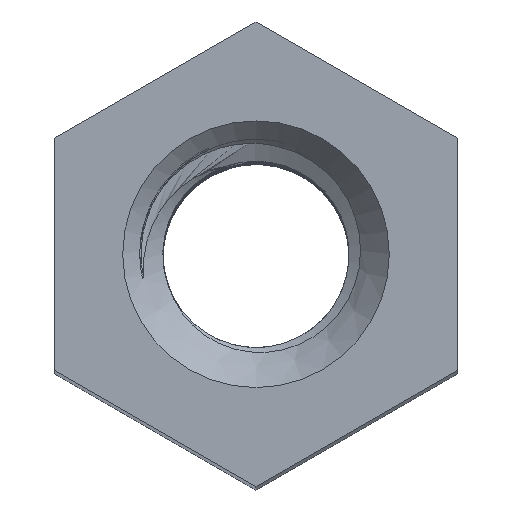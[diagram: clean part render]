
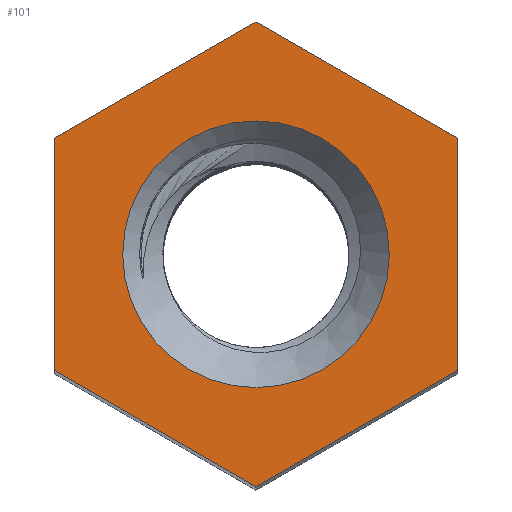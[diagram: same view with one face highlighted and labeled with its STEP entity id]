
A CAD part, top view. The second image highlights one B-rep face of the part: STEP entity #101.
In plain terms, the highlighted planar face has unit normal (0, 0, 1).
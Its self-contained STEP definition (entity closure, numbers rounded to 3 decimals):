
#101=ADVANCED_FACE('',(#27195,#27197),#27199,.T.);
#27195=FACE_BOUND('',#27196,.T.);
#27196=EDGE_LOOP('',(#29107,#29108,#29109,#29110,#29111,#29112));
#27197=FACE_BOUND('',#27198,.T.);
#27198=EDGE_LOOP('',(#29113));
#27199=PLANE('',#27200);
#27200=AXIS2_PLACEMENT_3D('',#27201,#27202,#27203);
#27201=CARTESIAN_POINT('',(0.,0.,35.));
#27202=DIRECTION('',(0.,0.,1.));
#27203=DIRECTION('',(-1.,0.,0.));
#29107=ORIENTED_EDGE('',*,*,#29543,.T.);
#29108=ORIENTED_EDGE('',*,*,#29544,.T.);
#29109=ORIENTED_EDGE('',*,*,#29545,.T.);
#29110=ORIENTED_EDGE('',*,*,#29546,.T.);
#29111=ORIENTED_EDGE('',*,*,#29547,.T.);
#29112=ORIENTED_EDGE('',*,*,#29548,.T.);
#29113=ORIENTED_EDGE('',*,*,#29401,.T.);
#29401=EDGE_CURVE('',#29624,#29624,#29625,.F.);
#29543=EDGE_CURVE('',#29904,#29905,#29906,.T.);
#29544=EDGE_CURVE('',#29905,#29907,#29908,.T.);
#29545=EDGE_CURVE('',#29907,#29909,#29910,.T.);
#29546=EDGE_CURVE('',#29909,#29911,#29912,.T.);
#29547=EDGE_CURVE('',#29911,#29913,#29914,.T.);
#29548=EDGE_CURVE('',#29913,#29904,#29915,.T.);
#29624=VERTEX_POINT('',#29997);
#29625=CIRCLE('',#29998,2.32);
#29904=VERTEX_POINT('',#37331);
#29905=VERTEX_POINT('',#37332);
#29906=LINE('',#37333,#37334);
#29907=VERTEX_POINT('',#37336);
#29908=LINE('',#37337,#37338);
#29909=VERTEX_POINT('',#37340);
#29910=LINE('',#37341,#37342);
#29911=VERTEX_POINT('',#37344);
#29912=LINE('',#37345,#37346);
#29913=VERTEX_POINT('',#37348);
#29914=LINE('',#37349,#37350);
#29915=LINE('',#37352,#37353);
#29997=CARTESIAN_POINT('',(0.,2.32,35.));
#29998=AXIS2_PLACEMENT_3D('',#29999,#30000,#30001);
#29999=CARTESIAN_POINT('',(0.,0.,35.));
#30000=DIRECTION('',(0.,0.,1.));
#30001=DIRECTION('',(0.,1.,-0.));
#37331=CARTESIAN_POINT('',(0.,-4.041,35.));
#37332=CARTESIAN_POINT('',(3.5,-2.021,35.));
#37333=CARTESIAN_POINT('',(0.,-4.041,35.));
#37334=VECTOR('',#37335,1.);
#37335=DIRECTION('',(0.866,0.5,0.));
#37336=CARTESIAN_POINT('',(3.5,2.021,35.));
#37337=CARTESIAN_POINT('',(3.5,-2.021,35.));
#37338=VECTOR('',#37339,1.);
#37339=DIRECTION('',(0.,1.,0.));
#37340=CARTESIAN_POINT('',(0.,4.041,35.));
#37341=CARTESIAN_POINT('',(3.5,2.021,35.));
#37342=VECTOR('',#37343,1.);
#37343=DIRECTION('',(-0.866,0.5,0.));
#37344=CARTESIAN_POINT('',(-3.5,2.021,35.));
#37345=CARTESIAN_POINT('',(0.,4.041,35.));
#37346=VECTOR('',#37347,1.);
#37347=DIRECTION('',(-0.866,-0.5,0.));
#37348=CARTESIAN_POINT('',(-3.5,-2.021,35.));
#37349=CARTESIAN_POINT('',(-3.5,2.021,35.));
#37350=VECTOR('',#37351,1.);
#37351=DIRECTION('',(0.,-1.,0.));
#37352=CARTESIAN_POINT('',(-3.5,-2.021,35.));
#37353=VECTOR('',#37354,1.);
#37354=DIRECTION('',(0.866,-0.5,0.));
